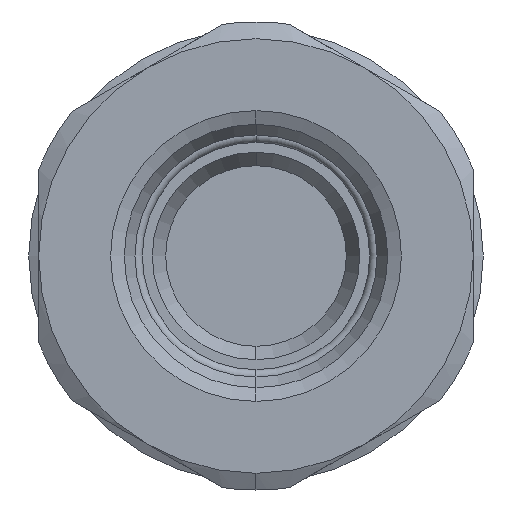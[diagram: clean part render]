
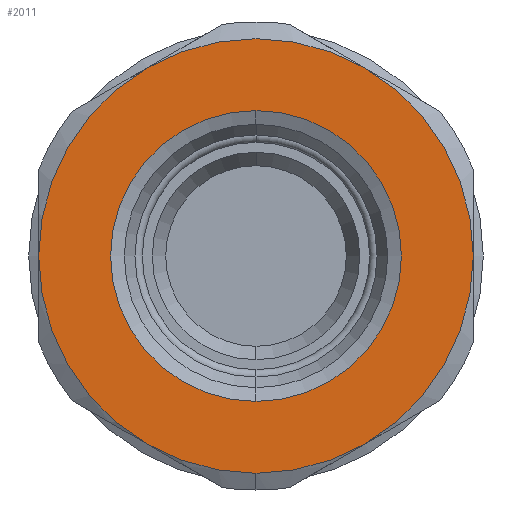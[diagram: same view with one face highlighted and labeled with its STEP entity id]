
A CAD part, left-side view. The second image highlights one B-rep face of the part: STEP entity #2011.
In plain terms, the highlighted planar face has unit normal (-1, 0, 0).
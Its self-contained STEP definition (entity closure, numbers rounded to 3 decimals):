
#14 = ORIENTED_EDGE ( 'NONE', *, *, #833, .T. ) ;
#17 = VERTEX_POINT ( 'NONE', #402 ) ;
#22 = ORIENTED_EDGE ( 'NONE', *, *, #1118, .T. ) ;
#26 = CARTESIAN_POINT ( 'NONE',  ( 1.724, 0., 0. ) ) ;
#81 = CIRCLE ( 'NONE', #1274, 32.5 ) ;
#121 = VERTEX_POINT ( 'NONE', #283 ) ;
#132 = EDGE_LOOP ( 'NONE', ( #1330, #1614, #367, #1617, #22, #1938, #14 ) ) ;
#152 = CIRCLE ( 'NONE', #1008, 32.5 ) ;
#160 = CARTESIAN_POINT ( 'NONE',  ( 1.724, 0., -32.5 ) ) ;
#188 = DIRECTION ( 'NONE',  ( -1., 0., 0. ) ) ;
#227 = AXIS2_PLACEMENT_3D ( 'NONE', #1987, #1018, #2013 ) ;
#237 = DIRECTION ( 'NONE',  ( -1., 0., 0. ) ) ;
#283 = CARTESIAN_POINT ( 'NONE',  ( 1.724, 0., 21.75 ) ) ;
#294 = CARTESIAN_POINT ( 'NONE',  ( 1.724, -16.25, 28.146 ) ) ;
#350 = EDGE_CURVE ( 'NONE', #420, #1418, #1357, .T. ) ;
#360 = CIRCLE ( 'NONE', #2050, 32.5 ) ;
#367 = ORIENTED_EDGE ( 'NONE', *, *, #1756, .T. ) ;
#371 = EDGE_CURVE ( 'NONE', #1877, #1553, #1151, .T. ) ;
#375 = DIRECTION ( 'NONE',  ( 0., 0., 1. ) ) ;
#402 = CARTESIAN_POINT ( 'NONE',  ( 1.724, 16.25, -28.146 ) ) ;
#405 = DIRECTION ( 'NONE',  ( 1., 0., 0. ) ) ;
#406 = DIRECTION ( 'NONE',  ( 0., 0., 1. ) ) ;
#420 = VERTEX_POINT ( 'NONE', #1658 ) ;
#488 = CARTESIAN_POINT ( 'NONE',  ( 1.724, 32.5, 0. ) ) ;
#491 = CARTESIAN_POINT ( 'NONE',  ( 1.724, 0., 0. ) ) ;
#505 = CIRCLE ( 'NONE', #227, 21.75 ) ;
#560 = VERTEX_POINT ( 'NONE', #1094 ) ;
#565 = DIRECTION ( 'NONE',  ( -1., 0., 0. ) ) ;
#651 = DIRECTION ( 'NONE',  ( -1., 0., 0. ) ) ;
#656 = DIRECTION ( 'NONE',  ( -1., 0., 0. ) ) ;
#707 = DIRECTION ( 'NONE',  ( 0., 0., -1. ) ) ;
#761 = EDGE_CURVE ( 'NONE', #1300, #1911, #1619, .T. ) ;
#789 = ORIENTED_EDGE ( 'NONE', *, *, #807, .F. ) ;
#794 = EDGE_CURVE ( 'NONE', #560, #121, #1257, .T. ) ;
#804 = EDGE_LOOP ( 'NONE', ( #789, #1176 ) ) ;
#807 = EDGE_CURVE ( 'NONE', #121, #560, #505, .T. ) ;
#825 = DIRECTION ( 'NONE',  ( 0., 0., 1. ) ) ;
#833 = EDGE_CURVE ( 'NONE', #1553, #420, #360, .T. ) ;
#849 = DIRECTION ( 'NONE',  ( 0., 0., 1. ) ) ;
#851 = CARTESIAN_POINT ( 'NONE',  ( 1.724, 0., 0. ) ) ;
#854 = AXIS2_PLACEMENT_3D ( 'NONE', #1308, #985, #825 ) ;
#868 = FACE_OUTER_BOUND ( 'NONE', #132, .T. ) ;
#873 = DIRECTION ( 'NONE',  ( 0., 0., 1. ) ) ;
#928 = CARTESIAN_POINT ( 'NONE',  ( 1.724, -32.5, 0. ) ) ;
#940 = AXIS2_PLACEMENT_3D ( 'NONE', #1173, #237, #406 ) ;
#985 = DIRECTION ( 'NONE',  ( -1., 0., 0. ) ) ;
#1008 = AXIS2_PLACEMENT_3D ( 'NONE', #491, #1115, #1432 ) ;
#1018 = DIRECTION ( 'NONE',  ( -1., 0., 0. ) ) ;
#1029 = PLANE ( 'NONE',  #1487 ) ;
#1042 = FACE_BOUND ( 'NONE', #804, .T. ) ;
#1094 = CARTESIAN_POINT ( 'NONE',  ( 1.724, 0., -21.75 ) ) ;
#1099 = CARTESIAN_POINT ( 'NONE',  ( 1.724, -16.25, -28.146 ) ) ;
#1115 = DIRECTION ( 'NONE',  ( -1., 0., 0. ) ) ;
#1118 = EDGE_CURVE ( 'NONE', #1911, #1877, #81, .T. ) ;
#1143 = CIRCLE ( 'NONE', #854, 32.5 ) ;
#1151 = CIRCLE ( 'NONE', #1830, 32.5 ) ;
#1173 = CARTESIAN_POINT ( 'NONE',  ( 1.724, 0., 0. ) ) ;
#1176 = ORIENTED_EDGE ( 'NONE', *, *, #794, .F. ) ;
#1177 = CARTESIAN_POINT ( 'NONE',  ( 1.724, 0., 0. ) ) ;
#1257 = CIRCLE ( 'NONE', #1452, 21.75 ) ;
#1274 = AXIS2_PLACEMENT_3D ( 'NONE', #1667, #656, #849 ) ;
#1300 = VERTEX_POINT ( 'NONE', #160 ) ;
#1308 = CARTESIAN_POINT ( 'NONE',  ( 1.724, 0., 0. ) ) ;
#1330 = ORIENTED_EDGE ( 'NONE', *, *, #350, .T. ) ;
#1357 = CIRCLE ( 'NONE', #1621, 32.5 ) ;
#1386 = CARTESIAN_POINT ( 'NONE',  ( 1.724, 0., 0. ) ) ;
#1418 = VERTEX_POINT ( 'NONE', #488 ) ;
#1432 = DIRECTION ( 'NONE',  ( 0., 0., 1. ) ) ;
#1452 = AXIS2_PLACEMENT_3D ( 'NONE', #851, #1509, #873 ) ;
#1487 = AXIS2_PLACEMENT_3D ( 'NONE', #1177, #405, #707 ) ;
#1509 = DIRECTION ( 'NONE',  ( -1., 0., 0. ) ) ;
#1553 = VERTEX_POINT ( 'NONE', #294 ) ;
#1614 = ORIENTED_EDGE ( 'NONE', *, *, #1711, .T. ) ;
#1617 = ORIENTED_EDGE ( 'NONE', *, *, #761, .T. ) ;
#1619 = CIRCLE ( 'NONE', #940, 32.5 ) ;
#1621 = AXIS2_PLACEMENT_3D ( 'NONE', #26, #188, #1933 ) ;
#1629 = CARTESIAN_POINT ( 'NONE',  ( 1.724, 0., 0. ) ) ;
#1658 = CARTESIAN_POINT ( 'NONE',  ( 1.724, 16.25, 28.146 ) ) ;
#1667 = CARTESIAN_POINT ( 'NONE',  ( 1.724, 0., 0. ) ) ;
#1711 = EDGE_CURVE ( 'NONE', #1418, #17, #152, .T. ) ;
#1756 = EDGE_CURVE ( 'NONE', #17, #1300, #1143, .T. ) ;
#1830 = AXIS2_PLACEMENT_3D ( 'NONE', #1629, #651, #375 ) ;
#1863 = DIRECTION ( 'NONE',  ( 0., 0., 1. ) ) ;
#1877 = VERTEX_POINT ( 'NONE', #928 ) ;
#1911 = VERTEX_POINT ( 'NONE', #1099 ) ;
#1933 = DIRECTION ( 'NONE',  ( 0., 0., 1. ) ) ;
#1938 = ORIENTED_EDGE ( 'NONE', *, *, #371, .T. ) ;
#1987 = CARTESIAN_POINT ( 'NONE',  ( 1.724, 0., 0. ) ) ;
#2011 = ADVANCED_FACE ( 'NONE', ( #1042, #868 ), #1029, .F. ) ;
#2013 = DIRECTION ( 'NONE',  ( 0., 0., 1. ) ) ;
#2050 = AXIS2_PLACEMENT_3D ( 'NONE', #1386, #565, #1863 ) ;
